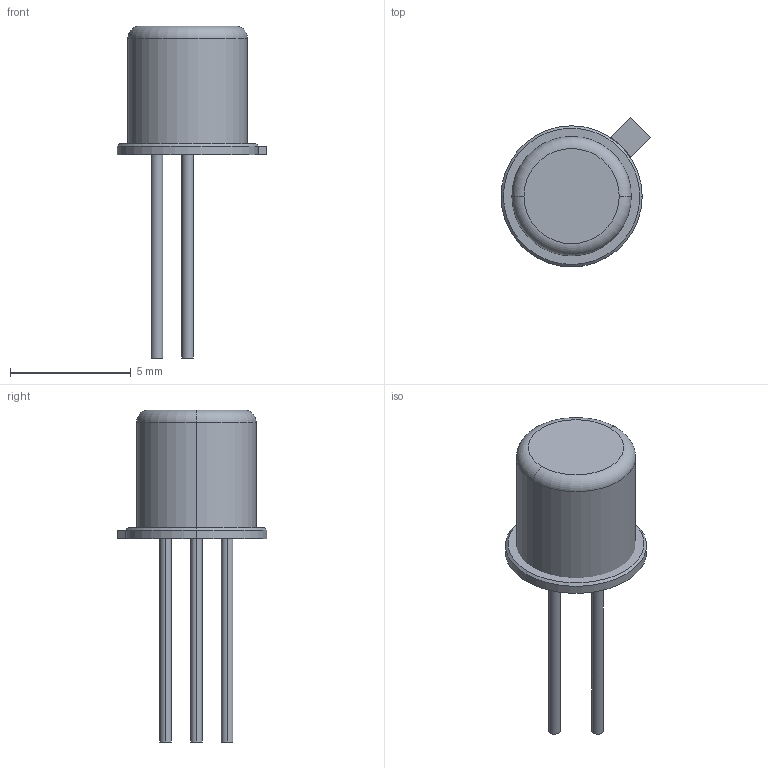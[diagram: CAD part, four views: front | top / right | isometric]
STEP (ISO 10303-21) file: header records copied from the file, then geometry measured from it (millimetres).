
FILE_DESCRIPTION((''),'2;1');
FILE_NAME('TO-18.stp','2009-03-10T09:49:18',(''),(''),'Mechanical Desktop 2006','Mechanical Desktop 2006',', , ');
FILE_SCHEMA(('AUTOMOTIVE_DESIGN { 1 2 10303 214 0 1 1 1 }'));
Length unit declared in the file: millimetre
Products named in the file (1): Product
Bounding box: 6.2 x 6.2 x 13.73 mm (x, y, z)
Volume: 118.6 mm3; surface area: 222.1 mm2
Topology: 6 solids, 6 shells, 31 faces, 53 edges, 34 vertices
Faces by surface type: plane 15, cylinder 12, cone 2, torus 2
Entity records: 792 total; most frequent: DIRECTION 147, CARTESIAN_POINT 119, ORIENTED_EDGE 106, AXIS2_PLACEMENT_3D 62, EDGE_CURVE 53, VERTEX_POINT 34, EDGE_LOOP 31, FACE_OUTER_BOUND 31
